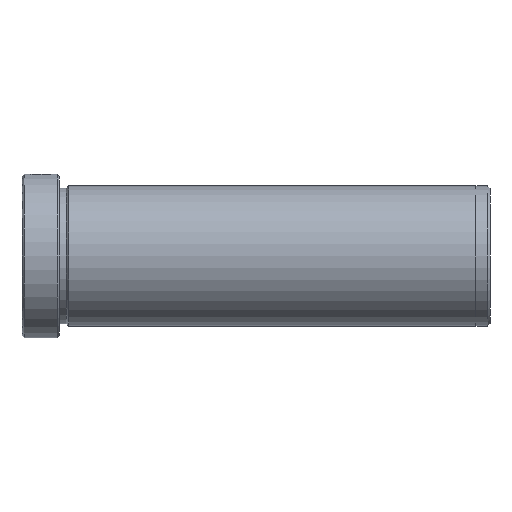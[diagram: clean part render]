
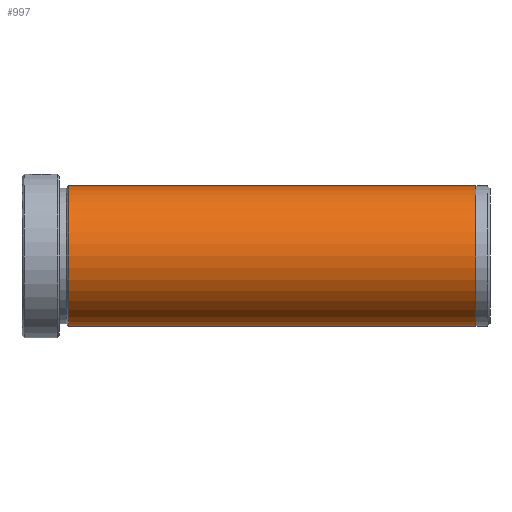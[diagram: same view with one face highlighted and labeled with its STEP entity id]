
A CAD part, left-side view. The second image highlights one B-rep face of the part: STEP entity #997.
In plain terms, the highlighted cylindrical face has radius 15 mm (diameter 30 mm), a partial arc.
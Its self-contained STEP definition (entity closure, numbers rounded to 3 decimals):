
#11 = CARTESIAN_POINT ( 'NONE',  ( 0., -97., -15. ) ) ;
#37 = LINE ( 'NONE', #275, #454 ) ;
#50 = DIRECTION ( 'NONE',  ( 0., -1., 0. ) ) ;
#255 = EDGE_CURVE ( 'NONE', #746, #1335, #37, .T. ) ;
#275 = CARTESIAN_POINT ( 'NONE',  ( 0., 0., -15. ) ) ;
#279 = DIRECTION ( 'NONE',  ( 0., 1., 0. ) ) ;
#331 = DIRECTION ( 'NONE',  ( 0., 1., 0. ) ) ;
#454 = VECTOR ( 'NONE', #279, 1000. ) ;
#470 = DIRECTION ( 'NONE',  ( 0., 0., 1. ) ) ;
#518 = ORIENTED_EDGE ( 'NONE', *, *, #1564, .F. ) ;
#565 = VERTEX_POINT ( 'NONE', #686 ) ;
#636 = ORIENTED_EDGE ( 'NONE', *, *, #255, .F. ) ;
#645 = VERTEX_POINT ( 'NONE', #1709 ) ;
#651 = AXIS2_PLACEMENT_3D ( 'NONE', #1745, #331, #470 ) ;
#686 = CARTESIAN_POINT ( 'NONE',  ( 0., -10., 15. ) ) ;
#726 = CARTESIAN_POINT ( 'NONE',  ( 0., -10., 0. ) ) ;
#732 = CARTESIAN_POINT ( 'NONE',  ( 0., 0., 15. ) ) ;
#746 = VERTEX_POINT ( 'NONE', #11 ) ;
#813 = EDGE_LOOP ( 'NONE', ( #636, #962, #1269, #518 ) ) ;
#863 = DIRECTION ( 'NONE',  ( 0., 0., 1. ) ) ;
#872 = DIRECTION ( 'NONE',  ( 0., 1., 0. ) ) ;
#889 = CARTESIAN_POINT ( 'NONE',  ( 0., -97., 0. ) ) ;
#962 = ORIENTED_EDGE ( 'NONE', *, *, #977, .F. ) ;
#977 = EDGE_CURVE ( 'NONE', #645, #746, #1177, .T. ) ;
#997 = ADVANCED_FACE ( 'NONE', ( #1573 ), #1137, .T. ) ;
#1040 = DIRECTION ( 'NONE',  ( 0., 0., -1. ) ) ;
#1137 = CYLINDRICAL_SURFACE ( 'NONE', #651, 15. ) ;
#1174 = CIRCLE ( 'NONE', #1366, 15. ) ;
#1175 = EDGE_CURVE ( 'NONE', #645, #565, #1488, .T. ) ;
#1177 = CIRCLE ( 'NONE', #1651, 15. ) ;
#1269 = ORIENTED_EDGE ( 'NONE', *, *, #1175, .T. ) ;
#1335 = VERTEX_POINT ( 'NONE', #1758 ) ;
#1366 = AXIS2_PLACEMENT_3D ( 'NONE', #726, #1725, #863 ) ;
#1488 = LINE ( 'NONE', #732, #1720 ) ;
#1564 = EDGE_CURVE ( 'NONE', #1335, #565, #1174, .T. ) ;
#1573 = FACE_OUTER_BOUND ( 'NONE', #813, .T. ) ;
#1651 = AXIS2_PLACEMENT_3D ( 'NONE', #889, #50, #1040 ) ;
#1709 = CARTESIAN_POINT ( 'NONE',  ( 0., -97., 15. ) ) ;
#1720 = VECTOR ( 'NONE', #872, 1000. ) ;
#1725 = DIRECTION ( 'NONE',  ( 0., 1., 0. ) ) ;
#1745 = CARTESIAN_POINT ( 'NONE',  ( 0., 0., 0. ) ) ;
#1758 = CARTESIAN_POINT ( 'NONE',  ( 0., -10., -15. ) ) ;
